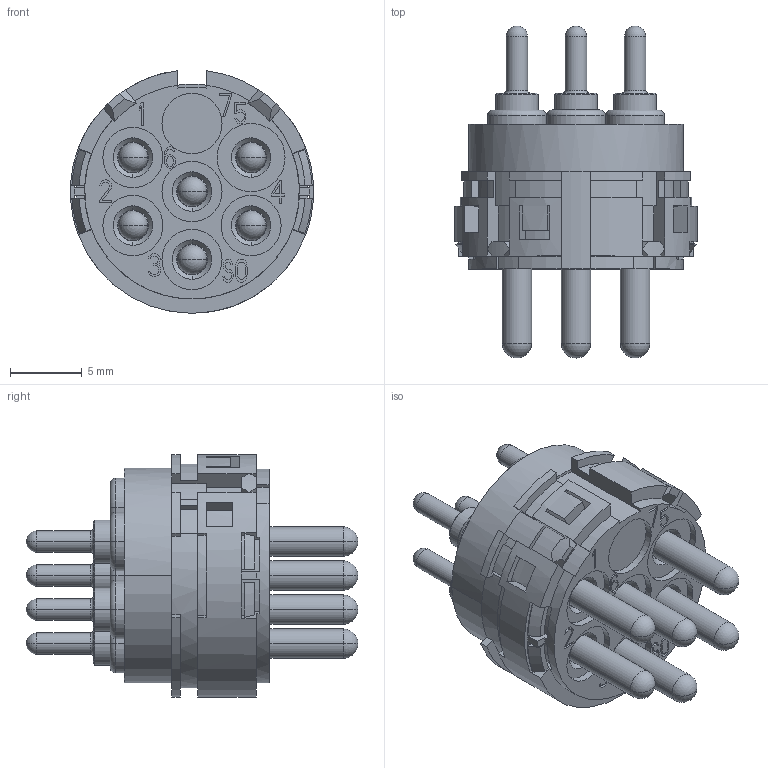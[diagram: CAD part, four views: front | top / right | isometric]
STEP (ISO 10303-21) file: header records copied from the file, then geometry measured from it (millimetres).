
FILE_DESCRIPTION((''),'2;1');
FILE_NAME('HR23-006R-MTHT','2017-07-19T',('tc.chen'),(''),'PRO/ENGINEER BY PARAMETRIC TECHNOLOGY CORPORATION, 2012480','PRO/ENGINEER BY PARAMETRIC TECHNOLOGY CORPORATION, 2012480','');
FILE_SCHEMA(('AUTOMOTIVE_DESIGN { 1 0 10303 214 1 1 1 1 }'));
Length unit declared in the file: millimetre
Products named in the file (1): HR23-006R-MTHT
Bounding box: 16.96 x 23.17 x 16.94 mm (x, y, z)
Volume: 2033.4 mm3; surface area: 3782.9 mm2
Topology: 1 solids, 1 shells, 1161 faces, 3213 edges, 2082 vertices
Faces by surface type: plane 825, cylinder 204, cone 56, torus 52, sphere 24
Entity records: 37813 total; most frequent: CARTESIAN_POINT 6601, ORIENTED_EDGE 6378, DIRECTION 6164, EDGE_CURVE 3189, VECTOR 2452, LINE 2452, VERTEX_POINT 2082, AXIS2_PLACEMENT_3D 1856
